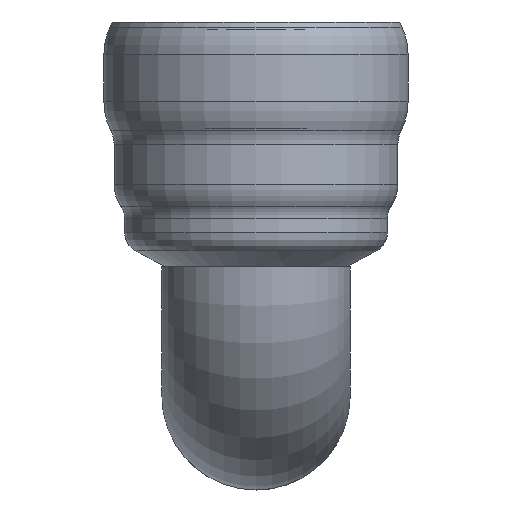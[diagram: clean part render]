
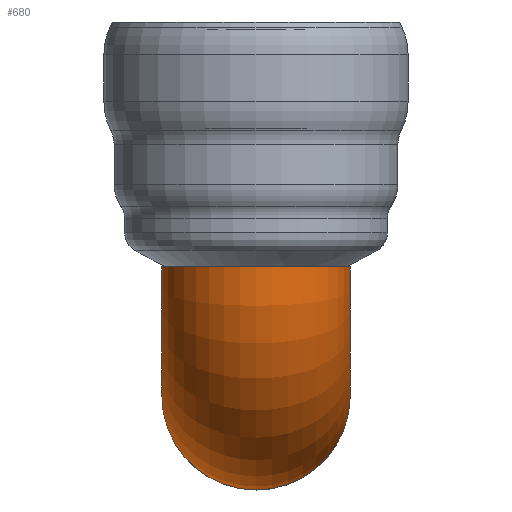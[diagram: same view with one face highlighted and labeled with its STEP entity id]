
A CAD part, left-side view. The second image highlights one B-rep face of the part: STEP entity #680.
In plain terms, the highlighted toroidal (fillet/blend) face has major radius 500 mm and minor radius 365 mm.
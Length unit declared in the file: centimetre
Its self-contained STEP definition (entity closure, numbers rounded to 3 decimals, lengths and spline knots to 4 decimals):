
#116=FACE_OUTER_BOUND('',#163,.T.);
#163=EDGE_LOOP('',(#562,#563,#564,#565,#566));
#232=CIRCLE('',#779,36.5);
#233=CIRCLE('',#780,36.5);
#234=CIRCLE('',#782,36.5);
#236=CIRCLE('',#785,13.5);
#304=VERTEX_POINT('',#1228);
#305=VERTEX_POINT('',#1229);
#306=VERTEX_POINT('',#1234);
#392=EDGE_CURVE('',#304,#305,#232,.T.);
#394=EDGE_CURVE('',#305,#304,#233,.T.);
#395=EDGE_CURVE('',#306,#306,#234,.T.);
#397=EDGE_CURVE('',#306,#305,#236,.T.);
#562=ORIENTED_EDGE('',*,*,#395,.F.);
#563=ORIENTED_EDGE('',*,*,#397,.T.);
#564=ORIENTED_EDGE('',*,*,#394,.T.);
#565=ORIENTED_EDGE('',*,*,#392,.T.);
#566=ORIENTED_EDGE('',*,*,#397,.F.);
#646=TOROIDAL_SURFACE('',#784,50.,36.5);
#680=ADVANCED_FACE('',(#116),#646,.T.);
#779=AXIS2_PLACEMENT_3D('',#1230,#998,#999);
#780=AXIS2_PLACEMENT_3D('',#1232,#1001,#1002);
#782=AXIS2_PLACEMENT_3D('',#1235,#1005,#1006);
#784=AXIS2_PLACEMENT_3D('',#1238,#1009,#1010);
#785=AXIS2_PLACEMENT_3D('',#1239,#1011,#1012);
#998=DIRECTION('center_axis',(-1.,0.,0.));
#999=DIRECTION('ref_axis',(0.,-1.,0.));
#1001=DIRECTION('center_axis',(-1.,0.,0.));
#1002=DIRECTION('ref_axis',(0.,-1.,0.));
#1005=DIRECTION('center_axis',(0.,0.,
1.));
#1006=DIRECTION('ref_axis',(1.,0.,0.));
#1009=DIRECTION('center_axis',(0.,1.,0.));
#1010=DIRECTION('ref_axis',(-1.,0.,0.));
#1011=DIRECTION('center_axis',(0.,-1.,0.));
#1012=DIRECTION('ref_axis',(-1.,0.,0.));
#1228=CARTESIAN_POINT('',(1307.783,353.0396,-90.75));
#1229=CARTESIAN_POINT('',(1307.783,353.0396,-17.75));
#1230=CARTESIAN_POINT('Origin',(1307.783,353.0396,-54.25));
#1232=CARTESIAN_POINT('Origin',(1307.783,353.0396,-54.25));
#1234=CARTESIAN_POINT('',(1294.283,353.0396,-4.25));
#1235=CARTESIAN_POINT('Origin',(1257.783,353.0396,-4.25));
#1238=CARTESIAN_POINT('Origin',(1307.783,353.0396,-4.25));
#1239=CARTESIAN_POINT('Origin',(1307.783,353.0396,-4.25));
